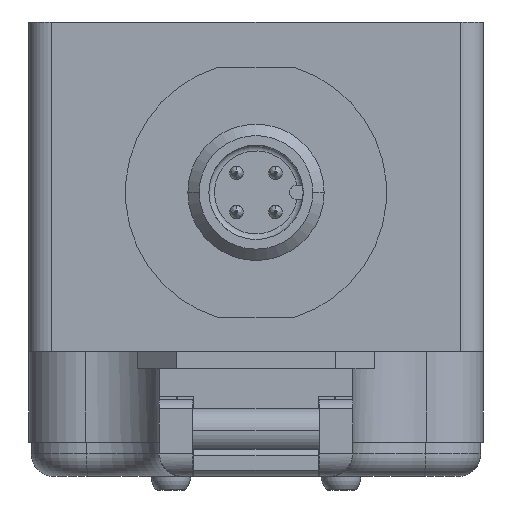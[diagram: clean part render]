
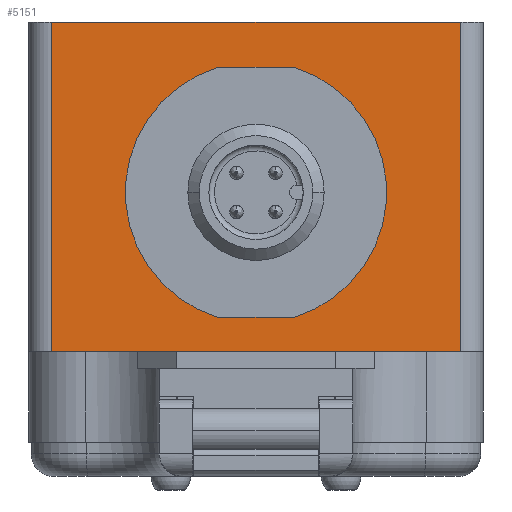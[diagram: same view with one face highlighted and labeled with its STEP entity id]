
A CAD part, front view. The second image highlights one B-rep face of the part: STEP entity #5151.
In plain terms, the highlighted planar face has unit normal (0, -1, 0).
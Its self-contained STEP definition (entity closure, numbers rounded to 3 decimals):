
#461=DIRECTION('',(0.,0.,-1.));
#462=VECTOR('',#461,29.);
#463=CARTESIAN_POINT('',(18.,0.,37.));
#464=LINE('',#463,#462);
#547=CARTESIAN_POINT('',(0.,0.,22.));
#548=DIRECTION('',(0.,-1.,0.));
#549=DIRECTION('',(0.,0.,-1.));
#550=AXIS2_PLACEMENT_3D('',#547,#548,#549);
#555=CARTESIAN_POINT('',(0.,0.,22.));
#556=DIRECTION('',(0.,-1.,0.));
#557=DIRECTION('',(0.,0.,1.));
#558=AXIS2_PLACEMENT_3D('',#555,#556,#557);
#1062=DIRECTION('',(0.,0.,-1.));
#1063=VECTOR('',#1062,29.);
#1064=CARTESIAN_POINT('',(-18.,0.,37.));
#1065=LINE('',#1064,#1063);
#1161=DIRECTION('',(1.,0.,0.));
#1162=VECTOR('',#1161,36.);
#1163=CARTESIAN_POINT('',(-18.,0.,37.));
#1164=LINE('',#1163,#1162);
#1418=DIRECTION('',(1.,0.,0.));
#1419=VECTOR('',#1418,36.);
#1420=CARTESIAN_POINT('',(-18.,0.,8.));
#1421=LINE('',#1420,#1419);
#4364=CARTESIAN_POINT('',(0.,0.,12.81));
#4365=CARTESIAN_POINT('',(0.,0.,31.19));
#4366=VERTEX_POINT('',#4364);
#4367=VERTEX_POINT('',#4365);
#4368=CARTESIAN_POINT('',(18.,0.,37.));
#4369=CARTESIAN_POINT('',(18.,0.,8.));
#4370=VERTEX_POINT('',#4368);
#4371=VERTEX_POINT('',#4369);
#4380=CARTESIAN_POINT('',(-18.,0.,37.));
#4381=VERTEX_POINT('',#4380);
#4382=CARTESIAN_POINT('',(-18.,0.,8.));
#4383=VERTEX_POINT('',#4382);
#5131=CARTESIAN_POINT('',(-20.,0.,0.));
#5132=DIRECTION('',(0.,-1.,0.));
#5133=DIRECTION('',(1.,0.,0.));
#5134=AXIS2_PLACEMENT_3D('',#5131,#5132,#5133);
#5135=PLANE('',#5134);
#5136=ORIENTED_EDGE('',*,*,#5060,.T.);
#5138=ORIENTED_EDGE('',*,*,#5137,.F.);
#5140=ORIENTED_EDGE('',*,*,#5139,.F.);
#5142=ORIENTED_EDGE('',*,*,#5141,.T.);
#5143=EDGE_LOOP('',(#5136,#5138,#5140,#5142));
#5144=FACE_OUTER_BOUND('',#5143,.F.);
#5146=ORIENTED_EDGE('',*,*,#5145,.T.);
#5148=ORIENTED_EDGE('',*,*,#5147,.T.);
#5149=EDGE_LOOP('',(#5146,#5148));
#5150=FACE_BOUND('',#5149,.F.);
#5151=ADVANCED_FACE('',(#5144,#5150),#5135,.T.);
#551=CIRCLE('',#550,9.19);
#559=CIRCLE('',#558,9.19);
#5060=EDGE_CURVE('',#4370,#4371,#464,.T.);
#5137=EDGE_CURVE('',#4383,#4371,#1421,.T.);
#5139=EDGE_CURVE('',#4381,#4383,#1065,.T.);
#5141=EDGE_CURVE('',#4381,#4370,#1164,.T.);
#5145=EDGE_CURVE('',#4366,#4367,#551,.T.);
#5147=EDGE_CURVE('',#4367,#4366,#559,.T.);
